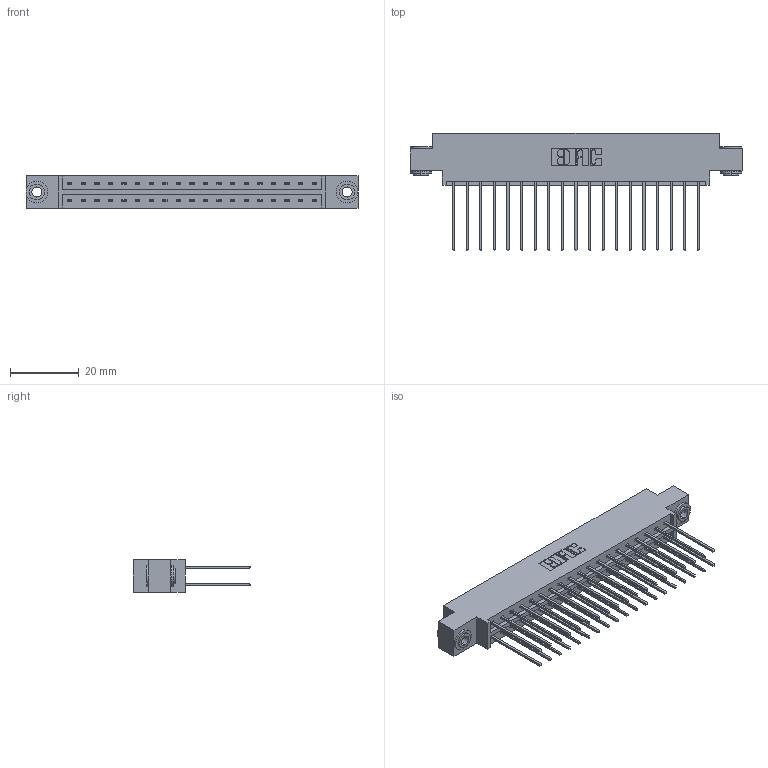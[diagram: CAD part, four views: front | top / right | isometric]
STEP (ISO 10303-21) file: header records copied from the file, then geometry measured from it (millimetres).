
FILE_DESCRIPTION (( 'STEP AP203' ), '1' );
FILE_NAME ('333-038-541-803.STEP', '2018-08-03T11:31:23', ( '' ), ( '' ), 'SwSTEP 2.0', 'SolidWorks 2016', '' );
FILE_SCHEMA (( 'CONFIG_CONTROL_DESIGN' ));
Length unit declared in the file: inch
Products named in the file (4): 333 Part_Offset - .156 Dia - TH; 345-292-001_345-293-141; 345-250-002_345-250-002-102; 333-038-541-803
Assembly tree (41 placements, depth 2):
  333-038-541-803
    333 Part_Offset - .156 Dia - TH
    345-292-001_345-293-141  x38
    345-250-002_345-250-002-102  x2
Bounding box: 96.82 x 34.3 x 9.4 mm (x, y, z)
Volume: 9679.8 mm3; surface area: 12724 mm2
Topology: 41 solids, 41 shells, 2132 faces, 6289 edges, 4138 vertices
Faces by surface type: plane 1452, cylinder 672, cone 8
Entity records: 15998 total; most frequent: CARTESIAN_POINT 2657, ORIENTED_EDGE 2586, DIRECTION 2343, EDGE_CURVE 1293, VECTOR 1141, LINE 1141, VERTEX_POINT 858, AXIS2_PLACEMENT_3D 601
